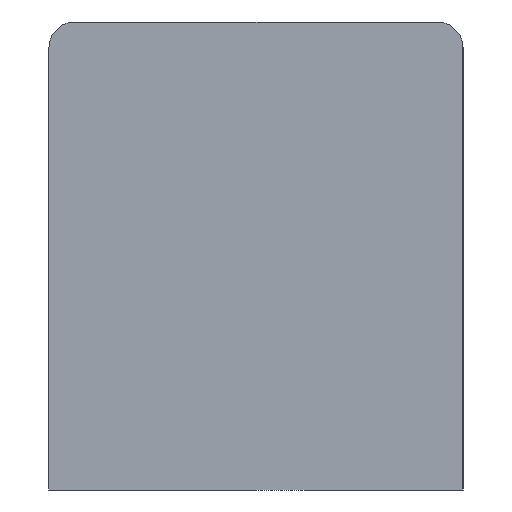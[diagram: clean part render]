
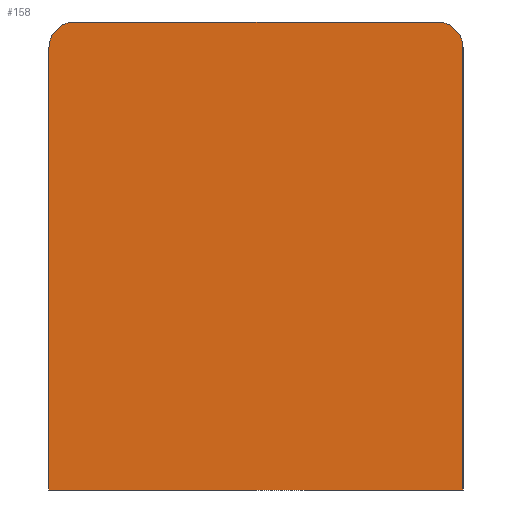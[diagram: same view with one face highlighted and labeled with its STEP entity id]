
A CAD part, left-side view. The second image highlights one B-rep face of the part: STEP entity #158.
In plain terms, the highlighted planar face has unit normal (-1, 0, 0).
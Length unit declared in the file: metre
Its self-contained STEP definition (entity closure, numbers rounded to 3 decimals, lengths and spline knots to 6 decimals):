
#158 = ADVANCED_FACE( '', ( #364 ), #365, .F. );
#364 = FACE_OUTER_BOUND( '', #623, .T. );
#365 = PLANE( '', #624 );
#623 = EDGE_LOOP( '', ( #1000, #1001, #1002, #1003, #1004, #1005 ) );
#624 = AXIS2_PLACEMENT_3D( '', #1006, #1007, #1008 );
#1000 = ORIENTED_EDGE( '', *, *, #1607, .T. );
#1001 = ORIENTED_EDGE( '', *, *, #1574, .F. );
#1002 = ORIENTED_EDGE( '', *, *, #1586, .T. );
#1003 = ORIENTED_EDGE( '', *, *, #1547, .F. );
#1004 = ORIENTED_EDGE( '', *, *, #1608, .F. );
#1005 = ORIENTED_EDGE( '', *, *, #1507, .F. );
#1006 = CARTESIAN_POINT( '', ( -0.0188, 0.00805, 0.0182 ) );
#1007 = DIRECTION( '', ( 1., 0., 0. ) );
#1008 = DIRECTION( '', ( 0., 0., 1. ) );
#1507 = EDGE_CURVE( '', #1794, #1796, #1797, .F. );
#1547 = EDGE_CURVE( '', #1864, #1866, #1867, .T. );
#1574 = EDGE_CURVE( '', #1915, #1917, #1918, .F. );
#1586 = EDGE_CURVE( '', #1915, #1866, #1936, .T. );
#1607 = EDGE_CURVE( '', #1794, #1917, #1965, .T. );
#1608 = EDGE_CURVE( '', #1796, #1864, #1966, .T. );
#1794 = VERTEX_POINT( '', #2203 );
#1796 = VERTEX_POINT( '', #2206 );
#1797 = CIRCLE( '', #2207, 0.001 );
#1864 = VERTEX_POINT( '', #2298 );
#1866 = VERTEX_POINT( '', #2301 );
#1867 = LINE( '', #2302, #2303 );
#1915 = VERTEX_POINT( '', #2374 );
#1917 = VERTEX_POINT( '', #2377 );
#1918 = CIRCLE( '', #2378, 0.001 );
#1936 = LINE( '', #2404, #2405 );
#1965 = LINE( '', #2446, #2447 );
#1966 = LINE( '', #2448, #2449 );
#2203 = CARTESIAN_POINT( '', ( -0.0188, 0.001, 0.0182 ) );
#2206 = CARTESIAN_POINT( '', ( -0.0188, 0., 0.0172 ) );
#2207 = AXIS2_PLACEMENT_3D( '', #2721, #2722, #2723 );
#2298 = CARTESIAN_POINT( '', ( -0.0188, 0., 0. ) );
#2301 = CARTESIAN_POINT( '', ( -0.0188, 0.0161, 0. ) );
#2302 = CARTESIAN_POINT( '', ( -0.0188, 0.00805, 0. ) );
#2303 = VECTOR( '', #2773, 1. );
#2374 = CARTESIAN_POINT( '', ( -0.0188, 0.0161, 0.0172 ) );
#2377 = CARTESIAN_POINT( '', ( -0.0188, 0.0151, 0.0182 ) );
#2378 = AXIS2_PLACEMENT_3D( '', #2801, #2802, #2803 );
#2404 = CARTESIAN_POINT( '', ( -0.0188, 0.0161, 0.0182 ) );
#2405 = VECTOR( '', #2812, 1. );
#2446 = CARTESIAN_POINT( '', ( -0.0188, 0.00805, 0.0182 ) );
#2447 = VECTOR( '', #2831, 1. );
#2448 = CARTESIAN_POINT( '', ( -0.0188, 0., 0.0182 ) );
#2449 = VECTOR( '', #2832, 1. );
#2721 = CARTESIAN_POINT( '', ( -0.0188, 0.001, 0.0172 ) );
#2722 = DIRECTION( '', ( -1., 0., 0. ) );
#2723 = DIRECTION( '', ( 0., 0., 1. ) );
#2773 = DIRECTION( '', ( 0., 1., 0. ) );
#2801 = CARTESIAN_POINT( '', ( -0.0188, 0.0151, 0.0172 ) );
#2802 = DIRECTION( '', ( -1., 0., 0. ) );
#2803 = DIRECTION( '', ( 0., 0., 1. ) );
#2812 = DIRECTION( '', ( 0., 0., -1. ) );
#2831 = DIRECTION( '', ( 0., 1., 0. ) );
#2832 = DIRECTION( '', ( 0., 0., -1. ) );
